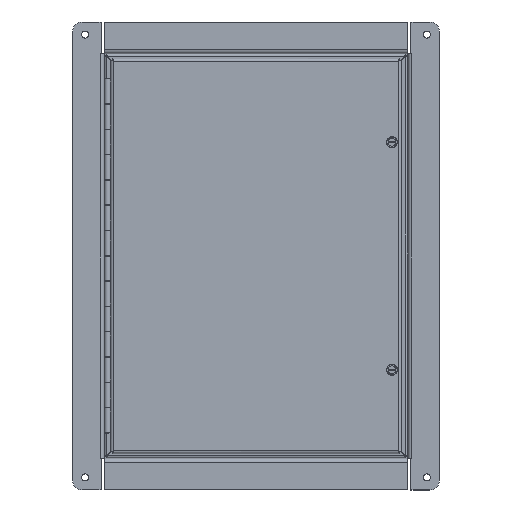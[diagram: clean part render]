
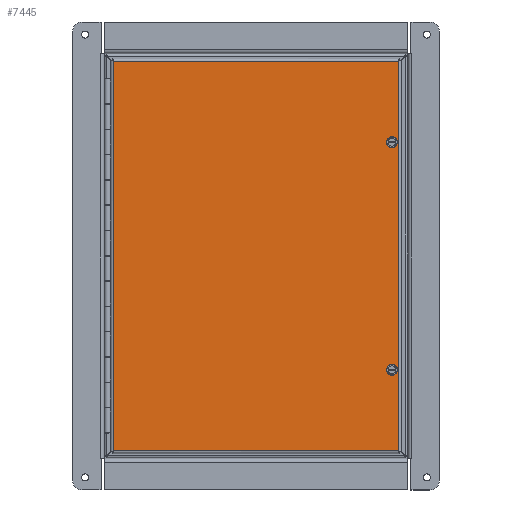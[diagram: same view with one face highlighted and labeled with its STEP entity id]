
A CAD part, top view. The second image highlights one B-rep face of the part: STEP entity #7445.
In plain terms, the highlighted planar face has unit normal (0, 0, 1).
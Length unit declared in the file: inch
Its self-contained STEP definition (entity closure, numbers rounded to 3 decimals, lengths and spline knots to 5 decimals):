
#147=FACE_BOUND($,#1439,.T.);
#148=FACE_BOUND($,#1440,.T.);
#149=FACE_BOUND($,#1441,.T.);
#263=CIRCLE($,#7904,0.1405);
#265=CIRCLE($,#7907,0.1405);
#635=PLANE($,#7937);
#1439=EDGE_LOOP($,(#5596));
#1440=EDGE_LOOP($,(#5597));
#1441=EDGE_LOOP($,(#5598,#5599,#5600,#5601));
#2019=LINE($,#12145,#2713);
#2035=LINE($,#12247,#2729);
#2050=LINE($,#12347,#2744);
#2065=LINE($,#12446,#2759);
#2713=VECTOR($,#9001,11.2895);
#2729=VECTOR($,#9031,15.4145);
#2744=VECTOR($,#9060,11.2895);
#2759=VECTOR($,#9089,15.4145);
#3351=VERTEX_POINT($,#12125);
#3353=VERTEX_POINT($,#12130);
#3356=VERTEX_POINT($,#12136);
#3357=VERTEX_POINT($,#12144);
#3368=VERTEX_POINT($,#12246);
#3378=VERTEX_POINT($,#12346);
#4107=EDGE_CURVE($,#3351,#3351,#263,.T.);
#4109=EDGE_CURVE($,#3353,#3353,#265,.T.);
#4112=EDGE_CURVE($,#3357,#3356,#2019,.T.);
#4132=EDGE_CURVE($,#3368,#3357,#2035,.T.);
#4151=EDGE_CURVE($,#3378,#3368,#2050,.T.);
#4170=EDGE_CURVE($,#3356,#3378,#2065,.T.);
#5596=ORIENTED_EDGE($,*,*,#4107,.T.);
#5597=ORIENTED_EDGE($,*,*,#4109,.T.);
#5598=ORIENTED_EDGE($,*,*,#4112,.T.);
#5599=ORIENTED_EDGE($,*,*,#4170,.T.);
#5600=ORIENTED_EDGE($,*,*,#4151,.T.);
#5601=ORIENTED_EDGE($,*,*,#4132,.T.);
#7445=ADVANCED_FACE($,(#147,#148,#149),#635,.T.);
#7904=AXIS2_PLACEMENT_3D($,#12126,#8990,#8991);
#7907=AXIS2_PLACEMENT_3D($,#12131,#8996,#8997);
#7937=AXIS2_PLACEMENT_3D($,#12533,#9116,#9117);
#8990=DIRECTION('center_axis',(0.,0.,-1.));
#8991=DIRECTION('ref_axis',(-1.,0.,0.));
#8996=DIRECTION('center_axis',(0.,0.,-1.));
#8997=DIRECTION('ref_axis',(-1.,0.,0.));
#9001=DIRECTION($,(-1.,0.,0.));
#9031=DIRECTION($,(0.,1.,0.));
#9060=DIRECTION($,(1.,0.,0.));
#9089=DIRECTION($,(0.,-1.,0.));
#9116=DIRECTION('center_axis',(0.,0.,1.));
#9117=DIRECTION('ref_axis',(1.,0.,0.));
#12125=CARTESIAN_POINT('',(5.5155,-4.5,0.074));
#12126=CARTESIAN_POINT('Origin',(5.375,-4.5,0.074));
#12130=CARTESIAN_POINT('',(5.5155,4.5,0.074));
#12131=CARTESIAN_POINT('Origin',(5.375,4.5,0.074));
#12136=CARTESIAN_POINT('',(-5.64475,7.70725,0.074));
#12144=CARTESIAN_POINT('',(5.64475,7.70725,0.074));
#12145=CARTESIAN_POINT($,(2.82238,7.70725,0.074));
#12246=CARTESIAN_POINT('',(5.64475,-7.70725,0.074));
#12247=CARTESIAN_POINT($,(5.64475,-3.85363,0.074));
#12346=CARTESIAN_POINT('',(-5.64475,-7.70725,0.074));
#12347=CARTESIAN_POINT($,(-2.82238,-7.70725,0.074));
#12446=CARTESIAN_POINT($,(-5.64475,3.85363,0.074));
#12533=CARTESIAN_POINT('Origin',(0.,0.,
0.074));
